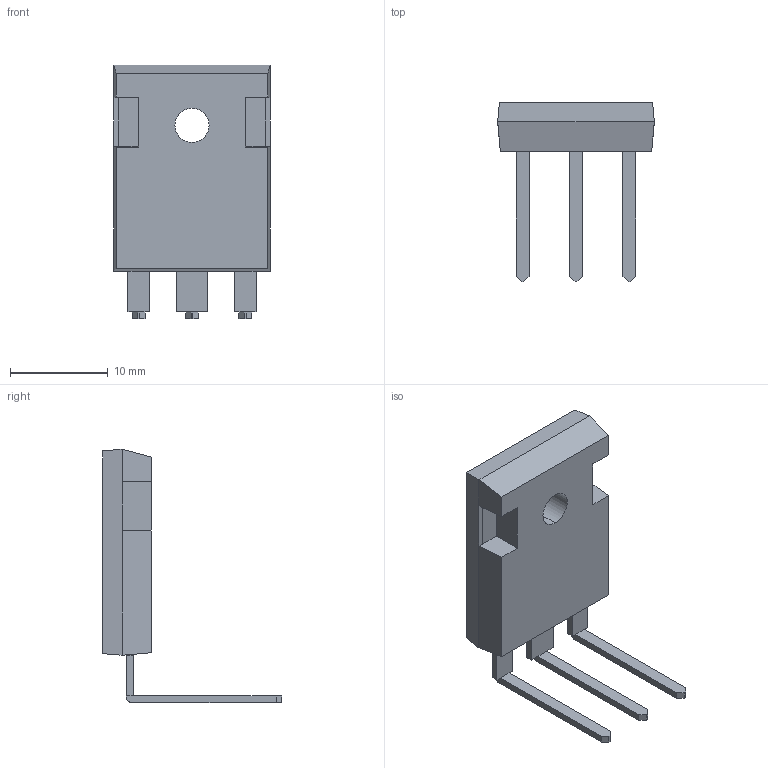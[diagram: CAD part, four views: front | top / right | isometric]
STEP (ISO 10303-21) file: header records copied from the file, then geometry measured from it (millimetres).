
FILE_DESCRIPTION (( 'STEP AP214' ), '1' );
FILE_NAME ('User Library-TO-247 CASE 340L-02 Horizontal Bottom.STEP', '2021-01-08T14:00:26', ( '' ), ( '' ), 'SwSTEP 2.0', 'SolidWorks 2020', '' );
FILE_SCHEMA (( 'AUTOMOTIVE_DESIGN' ));
Length unit declared in the file: millimetre
Products named in the file (5): User Library-TO-247 CASE 340L-02 Horizontal Bottom; 4; 1; 3; 2
Assembly tree (4 placements, depth 2):
  User Library-TO-247 CASE 340L-02 Horizontal Bottom
    1
    2
    3
    4
Bounding box: 16 x 18.3 x 25.9 mm (x, y, z)
Volume: 1571 mm3; surface area: 1343.9 mm2
Topology: 4 solids, 4 shells, 95 faces, 233 edges, 148 vertices
Faces by surface type: plane 88, cylinder 7
Entity records: 3972 total; most frequent: CARTESIAN_POINT 483, ORIENTED_EDGE 466, DIRECTION 451, EDGE_CURVE 233, LINE 219, VECTOR 219, VERTEX_POINT 148, AXIS2_PLACEMENT_3D 116
